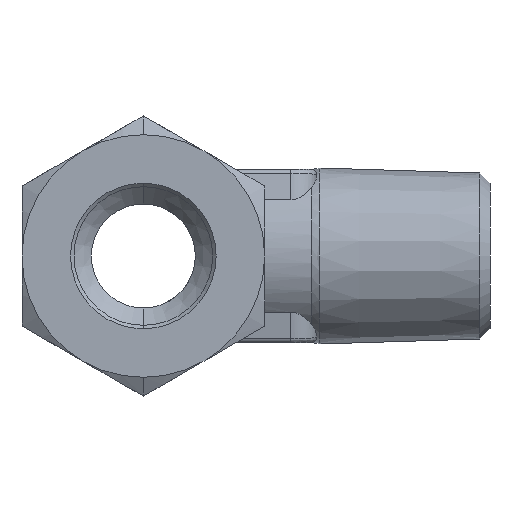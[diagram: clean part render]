
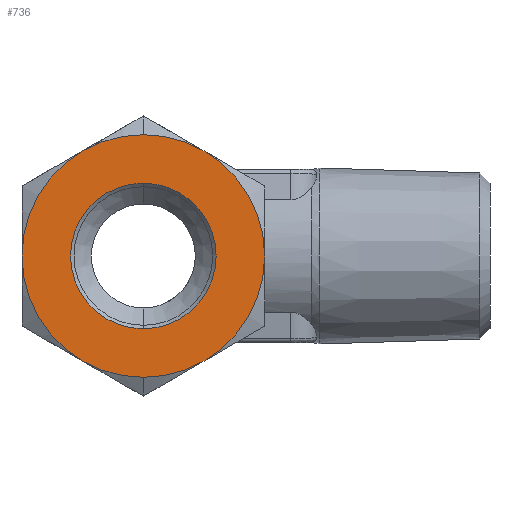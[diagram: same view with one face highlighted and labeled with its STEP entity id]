
A CAD part, left-side view. The second image highlights one B-rep face of the part: STEP entity #736.
In plain terms, the highlighted planar face has unit normal (-1, 0, 0).
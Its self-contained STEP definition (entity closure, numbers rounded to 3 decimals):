
#736=ADVANCED_FACE('NONE',(#1511,#1512),#1513,.F.);
#1511=FACE_OUTER_BOUND('',#3909,.T.);
#1512=FACE_BOUND('',#3910,.T.);
#1513=PLANE('',#3911);
#3909=EDGE_LOOP('',(#5897,#5898,#5899,#5900,#5901,#5902,#5903,#5904));
#3910=EDGE_LOOP('',(#5905,#5906));
#3911=AXIS2_PLACEMENT_3D('',#5907,#5908,#5909);
#5897=ORIENTED_EDGE('',*,*,#7161,.F.);
#5898=ORIENTED_EDGE('',*,*,#7167,.F.);
#5899=ORIENTED_EDGE('',*,*,#7168,.F.);
#5900=ORIENTED_EDGE('',*,*,#6759,.F.);
#5901=ORIENTED_EDGE('',*,*,#7159,.F.);
#5902=ORIENTED_EDGE('',*,*,#7169,.F.);
#5903=ORIENTED_EDGE('',*,*,#6768,.F.);
#5904=ORIENTED_EDGE('',*,*,#6902,.F.);
#5905=ORIENTED_EDGE('',*,*,#6559,.T.);
#5906=ORIENTED_EDGE('',*,*,#6618,.T.);
#5907=CARTESIAN_POINT('',(-27.848,0.0,0.0));
#5908=DIRECTION('',(1.0,0.0,0.0));
#5909=DIRECTION('',(0.0,0.0,-1.0));
#6559=EDGE_CURVE('NONE',#7543,#7541,#7544,.T.);
#6618=EDGE_CURVE('NONE',#7541,#7543,#7640,.T.);
#6759=EDGE_CURVE('NONE',#7854,#7852,#7856,.T.);
#6768=EDGE_CURVE('NONE',#7864,#7867,#7868,.T.);
#6902=EDGE_CURVE('NONE',#8050,#7864,#8051,.T.);
#7159=EDGE_CURVE('NONE',#8281,#7854,#8372,.T.);
#7161=EDGE_CURVE('NONE',#8321,#8050,#8374,.T.);
#7167=EDGE_CURVE('NONE',#8380,#8321,#8381,.T.);
#7168=EDGE_CURVE('NONE',#7852,#8380,#8382,.T.);
#7169=EDGE_CURVE('NONE',#7867,#8281,#8383,.T.);
#7541=VERTEX_POINT('NONE',#9313);
#7543=VERTEX_POINT('NONE',#9316);
#7544=CIRCLE('',#9317,4.2);
#7640=CIRCLE('',#9532,4.2);
#7852=VERTEX_POINT('',#10055);
#7854=VERTEX_POINT('NONE',#10058);
#7856=CIRCLE('',#10065,7.);
#7864=VERTEX_POINT('NONE',#10084);
#7867=VERTEX_POINT('NONE',#10088);
#7868=CIRCLE('',#10089,7.);
#8050=VERTEX_POINT('NONE',#10636);
#8051=CIRCLE('',#10637,7.);
#8281=VERTEX_POINT('NONE',#11297);
#8321=VERTEX_POINT('NONE',#11422);
#8372=CIRCLE('',#11505,7.);
#8374=CIRCLE('',#11507,7.);
#8380=VERTEX_POINT('NONE',#11515);
#8381=CIRCLE('',#11516,7.);
#8382=CIRCLE('',#11517,7.);
#8383=CIRCLE('',#11518,7.);
#9313=CARTESIAN_POINT('',(-27.848,0.,-4.2));
#9316=CARTESIAN_POINT('',(-27.848,0.0,4.2));
#9317=AXIS2_PLACEMENT_3D('',#11836,#11837,#11838);
#9532=AXIS2_PLACEMENT_3D('',#11917,#11918,#11919);
#10055=CARTESIAN_POINT('',(-27.848,0.,7.));
#10058=CARTESIAN_POINT('',(-27.848,3.5,6.062));
#10065=AXIS2_PLACEMENT_3D('',#12079,#12080,#12081);
#10084=CARTESIAN_POINT('',(-27.848,0.0,-7.));
#10088=CARTESIAN_POINT('',(-27.848,3.5,-6.062));
#10089=AXIS2_PLACEMENT_3D('',#12087,#12088,#12089);
#10636=CARTESIAN_POINT('',(-27.848,-3.5,-6.062));
#10637=AXIS2_PLACEMENT_3D('',#12225,#12226,#12227);
#11297=CARTESIAN_POINT('',(-27.848,7.,0.));
#11422=CARTESIAN_POINT('',(-27.848,-7.,0.));
#11505=AXIS2_PLACEMENT_3D('',#12424,#12425,#12426);
#11507=AXIS2_PLACEMENT_3D('',#12427,#12428,#12429);
#11515=CARTESIAN_POINT('',(-27.848,-3.5,6.062));
#11516=AXIS2_PLACEMENT_3D('',#12432,#12433,#12434);
#11517=AXIS2_PLACEMENT_3D('',#12435,#12436,#12437);
#11518=AXIS2_PLACEMENT_3D('',#12438,#12439,#12440);
#11836=CARTESIAN_POINT('',(-27.848,0.0,0.0));
#11837=DIRECTION('',(1.0,0.0,-0.0));
#11838=DIRECTION('',(0.0,0.0,1.0));
#11917=CARTESIAN_POINT('',(-27.848,0.0,0.0));
#11918=DIRECTION('',(1.0,0.0,-0.0));
#11919=DIRECTION('',(0.0,0.0,1.0));
#12079=CARTESIAN_POINT('',(-27.848,0.0,0.0));
#12080=DIRECTION('',(1.0,0.0,0.0));
#12081=DIRECTION('',(0.0,0.0,-1.0));
#12087=CARTESIAN_POINT('',(-27.848,0.0,0.0));
#12088=DIRECTION('',(1.0,0.0,0.0));
#12089=DIRECTION('',(0.0,0.0,-1.0));
#12225=CARTESIAN_POINT('',(-27.848,0.0,0.0));
#12226=DIRECTION('',(1.0,0.0,0.0));
#12227=DIRECTION('',(0.0,0.0,-1.0));
#12424=CARTESIAN_POINT('',(-27.848,0.0,0.0));
#12425=DIRECTION('',(1.0,0.0,0.0));
#12426=DIRECTION('',(0.0,0.0,-1.0));
#12427=CARTESIAN_POINT('',(-27.848,0.0,0.0));
#12428=DIRECTION('',(1.0,0.0,0.0));
#12429=DIRECTION('',(0.0,0.0,-1.0));
#12432=CARTESIAN_POINT('',(-27.848,0.0,0.0));
#12433=DIRECTION('',(1.0,0.0,0.0));
#12434=DIRECTION('',(0.0,0.0,-1.0));
#12435=CARTESIAN_POINT('',(-27.848,0.0,0.0));
#12436=DIRECTION('',(1.0,0.0,0.0));
#12437=DIRECTION('',(0.0,0.0,-1.0));
#12438=CARTESIAN_POINT('',(-27.848,0.0,0.0));
#12439=DIRECTION('',(1.0,0.0,0.0));
#12440=DIRECTION('',(0.0,0.0,-1.0));
